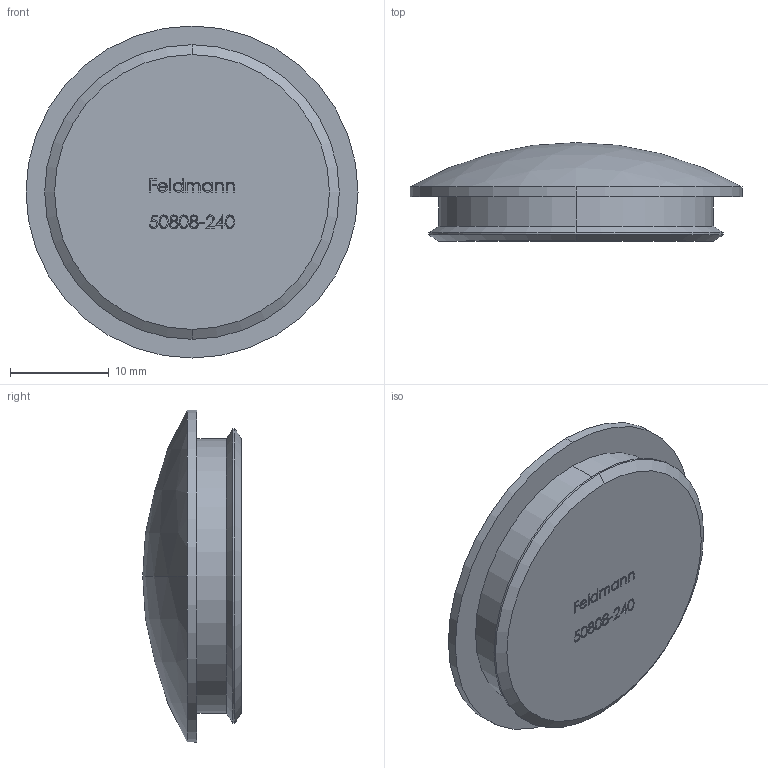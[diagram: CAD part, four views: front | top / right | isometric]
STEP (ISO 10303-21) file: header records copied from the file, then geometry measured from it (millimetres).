
FILE_DESCRIPTION (( 'STEP AP203' ), '1' );
FILE_NAME ('50808-240.STEP', '2018-11-30T10:44:56', ( '' ), ( '' ), 'SwSTEP 2.0', 'SolidWorks 2015', '' );
FILE_SCHEMA (( 'CONFIG_CONTROL_DESIGN' ));
Length unit declared in the file: millimetre
Products named in the file (1): 50808-240
Bounding box: 33.7 x 10 x 33.7 mm (x, y, z)
Volume: 5773.8 mm3; surface area: 2461.9 mm2
Topology: 1 solids, 1 shells, 248 faces, 646 edges, 429 vertices
Faces by surface type: bspline 123, plane 113, cylinder 6, cone 4, sphere 2
Entity records: 14699 total; most frequent: CARTESIAN_POINT 9359, ORIENTED_EDGE 1292, DIRECTION 670, EDGE_CURVE 646, VERTEX_POINT 429, VECTOR 382, LINE 382, EDGE_LOOP 277
